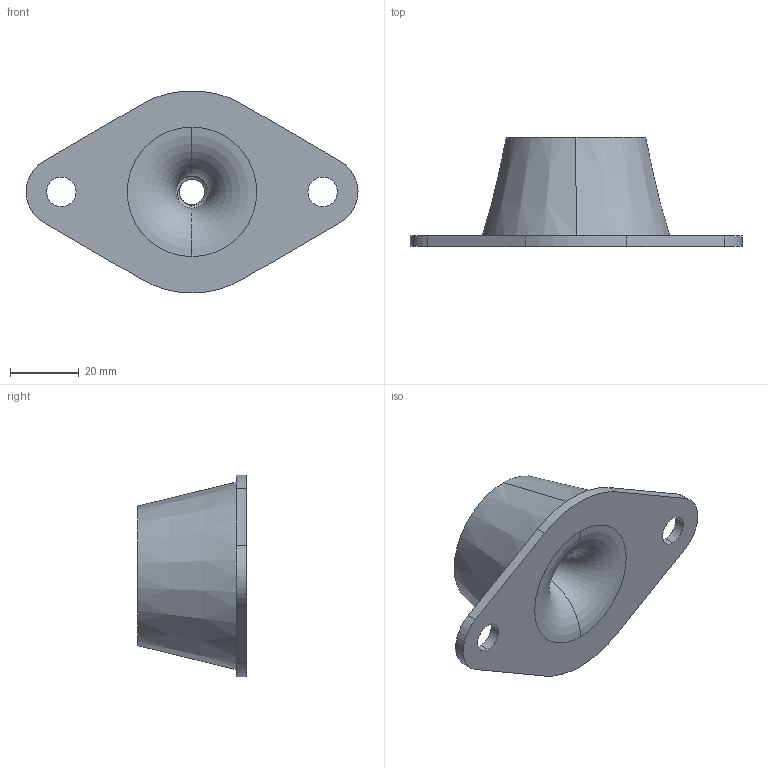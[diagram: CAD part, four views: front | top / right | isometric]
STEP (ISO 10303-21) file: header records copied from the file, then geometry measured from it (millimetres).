
FILE_DESCRIPTION (( 'STEP AP203' ), '1' );
FILE_NAME ('64875K11.step', '2016-12-01T16:43:54', ( '' ), ( '' ), 'SwSTEP 2.0', 'SolidWorks 2010', '' );
FILE_SCHEMA (( 'CONFIG_CONTROL_DESIGN' ));
Length unit declared in the file: inch
Products named in the file (1): 64875K11
Bounding box: 96.77 x 31.75 x 58.84 mm (x, y, z)
Volume: 58320.1 mm3; surface area: 12404.3 mm2
Topology: 1 solids, 1 shells, 44 faces, 118 edges, 77 vertices
Faces by surface type: cylinder 24, cone 8, plane 7, bspline 3, torus 2
Entity records: 4033 total; most frequent: CARTESIAN_POINT 2926, ORIENTED_EDGE 236, DIRECTION 197, EDGE_CURVE 118, AXIS2_PLACEMENT_3D 77, VERTEX_POINT 77, EDGE_LOOP 51, ADVANCED_FACE 44
